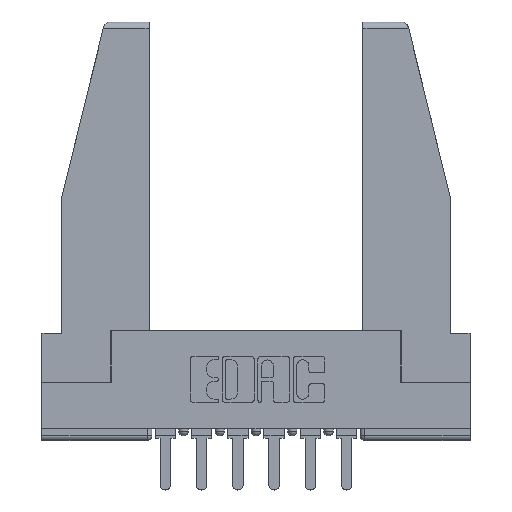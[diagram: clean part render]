
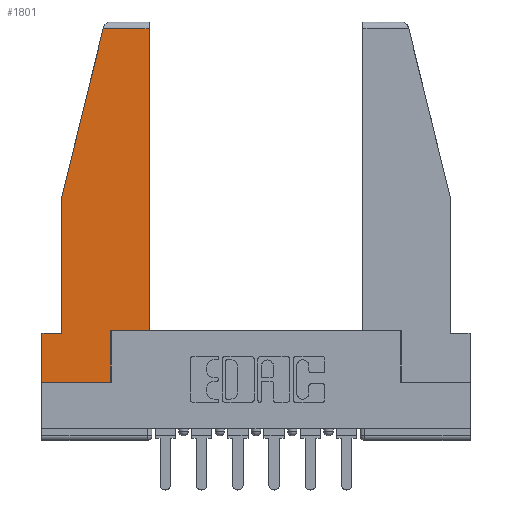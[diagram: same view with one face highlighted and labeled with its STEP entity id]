
A CAD part, top view. The second image highlights one B-rep face of the part: STEP entity #1801.
In plain terms, the highlighted planar face has unit normal (0, 0, 1).
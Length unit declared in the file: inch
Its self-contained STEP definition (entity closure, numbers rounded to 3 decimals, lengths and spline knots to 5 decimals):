
#850 = LINE ( 'NONE', #12488, #4736 ) ;
#880 = DIRECTION ( 'NONE',  ( -0.239, -0.971, 0. ) ) ;
#890 = ORIENTED_EDGE ( 'NONE', *, *, #11289, .T. ) ;
#926 = CARTESIAN_POINT ( 'NONE',  ( 0.461, 0.223, 0. ) ) ;
#993 = LINE ( 'NONE', #6164, #6532 ) ;
#1013 = CARTESIAN_POINT ( 'NONE',  ( 0.461, 0.223, 0. ) ) ;
#1365 = CARTESIAN_POINT ( 'NONE',  ( 0.461, 1.52, 0. ) ) ;
#1392 = CARTESIAN_POINT ( 'NONE',  ( 0., 0., 0. ) ) ;
#1404 = DIRECTION ( 'NONE',  ( 1., 0., 0. ) ) ;
#1414 = DIRECTION ( 'NONE',  ( -1., 0., 0. ) ) ;
#1452 = VECTOR ( 'NONE', #1404, 39.37008 ) ;
#1801 = ADVANCED_FACE ( 'NONE', ( #2610 ), #3872, .T. ) ;
#1975 = LINE ( 'NONE', #1013, #12145 ) ;
#2233 = ORIENTED_EDGE ( 'NONE', *, *, #7238, .T. ) ;
#2610 = FACE_OUTER_BOUND ( 'NONE', #3848, .T. ) ;
#2865 = VECTOR ( 'NONE', #6149, 39.37008 ) ;
#2963 = EDGE_CURVE ( 'NONE', #11204, #5616, #7082, .T. ) ;
#2972 = ORIENTED_EDGE ( 'NONE', *, *, #6981, .T. ) ;
#2974 = EDGE_CURVE ( 'NONE', #11477, #10460, #1975, .T. ) ;
#3457 = ORIENTED_EDGE ( 'NONE', *, *, #9322, .T. ) ;
#3511 = ORIENTED_EDGE ( 'NONE', *, *, #2963, .T. ) ;
#3812 = LINE ( 'NONE', #4846, #7758 ) ;
#3848 = EDGE_LOOP ( 'NONE', ( #7644, #5727, #3511, #6694, #10207, #2233, #2972, #890, #3457 ) ) ;
#3872 = PLANE ( 'NONE',  #9330 ) ;
#4281 = VERTEX_POINT ( 'NONE', #7924 ) ;
#4455 = VERTEX_POINT ( 'NONE', #1392 ) ;
#4524 = CARTESIAN_POINT ( 'NONE',  ( 0., 1.52, 0. ) ) ;
#4736 = VECTOR ( 'NONE', #6664, 39.37008 ) ;
#4846 = CARTESIAN_POINT ( 'NONE',  ( 0., 0.21, 0. ) ) ;
#5416 = CARTESIAN_POINT ( 'NONE',  ( 0.297, 0.223, 0. ) ) ;
#5455 = VERTEX_POINT ( 'NONE', #5816 ) ;
#5616 = VERTEX_POINT ( 'NONE', #12142 ) ;
#5727 = ORIENTED_EDGE ( 'NONE', *, *, #12130, .T. ) ;
#5816 = CARTESIAN_POINT ( 'NONE',  ( 0.086, 0.21, 0. ) ) ;
#5932 = CARTESIAN_POINT ( 'NONE',  ( 0.2636, 1.52, 0. ) ) ;
#6149 = DIRECTION ( 'NONE',  ( -1., 0., 0. ) ) ;
#6164 = CARTESIAN_POINT ( 'NONE',  ( 0., 0., 0. ) ) ;
#6261 = CARTESIAN_POINT ( 'NONE',  ( 0., 0.21, 0. ) ) ;
#6322 = LINE ( 'NONE', #10268, #1452 ) ;
#6532 = VECTOR ( 'NONE', #8167, 39.37008 ) ;
#6664 = DIRECTION ( 'NONE',  ( 0., -1., 0. ) ) ;
#6694 = ORIENTED_EDGE ( 'NONE', *, *, #8469, .T. ) ;
#6784 = DIRECTION ( 'NONE',  ( 0., 0., 1. ) ) ;
#6854 = DIRECTION ( 'NONE',  ( 1., 0., 0. ) ) ;
#6981 = EDGE_CURVE ( 'NONE', #4455, #4281, #993, .T. ) ;
#6982 = CARTESIAN_POINT ( 'NONE',  ( 0., 0.21, 0. ) ) ;
#7082 = LINE ( 'NONE', #11731, #12357 ) ;
#7238 = EDGE_CURVE ( 'NONE', #7958, #4455, #3812, .T. ) ;
#7421 = LINE ( 'NONE', #4524, #10976 ) ;
#7644 = ORIENTED_EDGE ( 'NONE', *, *, #2974, .T. ) ;
#7758 = VECTOR ( 'NONE', #9696, 39.37008 ) ;
#7891 = VECTOR ( 'NONE', #7996, 39.37008 ) ;
#7924 = CARTESIAN_POINT ( 'NONE',  ( 0.297, 0., 0. ) ) ;
#7958 = VERTEX_POINT ( 'NONE', #6261 ) ;
#7996 = DIRECTION ( 'NONE',  ( 0., 1., 0. ) ) ;
#8155 = LINE ( 'NONE', #6982, #2865 ) ;
#8167 = DIRECTION ( 'NONE',  ( 1., 0., 0. ) ) ;
#8469 = EDGE_CURVE ( 'NONE', #5616, #5455, #850, .T. ) ;
#8708 = EDGE_CURVE ( 'NONE', #5455, #7958, #8155, .T. ) ;
#8765 = DIRECTION ( 'NONE',  ( 0., 1., 0. ) ) ;
#8975 = CARTESIAN_POINT ( 'NONE',  ( 0.297, 0., 0. ) ) ;
#9322 = EDGE_CURVE ( 'NONE', #12597, #11477, #6322, .T. ) ;
#9330 = AXIS2_PLACEMENT_3D ( 'NONE', #11764, #6784, #6854 ) ;
#9696 = DIRECTION ( 'NONE',  ( 0., -1., 0. ) ) ;
#9941 = LINE ( 'NONE', #8975, #7891 ) ;
#10207 = ORIENTED_EDGE ( 'NONE', *, *, #8708, .T. ) ;
#10268 = CARTESIAN_POINT ( 'NONE',  ( 0.297, 0.223, 0. ) ) ;
#10460 = VERTEX_POINT ( 'NONE', #1365 ) ;
#10976 = VECTOR ( 'NONE', #1414, 39.37008 ) ;
#11204 = VERTEX_POINT ( 'NONE', #5932 ) ;
#11289 = EDGE_CURVE ( 'NONE', #4281, #12597, #9941, .T. ) ;
#11477 = VERTEX_POINT ( 'NONE', #926 ) ;
#11731 = CARTESIAN_POINT ( 'NONE',  ( 0.271, 1.55, 0. ) ) ;
#11764 = CARTESIAN_POINT ( 'NONE',  ( 0., 0., 0. ) ) ;
#12130 = EDGE_CURVE ( 'NONE', #10460, #11204, #7421, .T. ) ;
#12142 = CARTESIAN_POINT ( 'NONE',  ( 0.086, 0.8, 0. ) ) ;
#12145 = VECTOR ( 'NONE', #8765, 39.37008 ) ;
#12357 = VECTOR ( 'NONE', #880, 39.37008 ) ;
#12488 = CARTESIAN_POINT ( 'NONE',  ( 0.086, 0.8, 0. ) ) ;
#12597 = VERTEX_POINT ( 'NONE', #5416 ) ;
